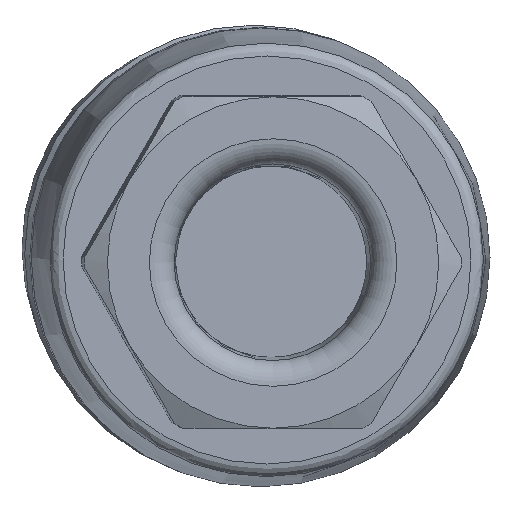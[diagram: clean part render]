
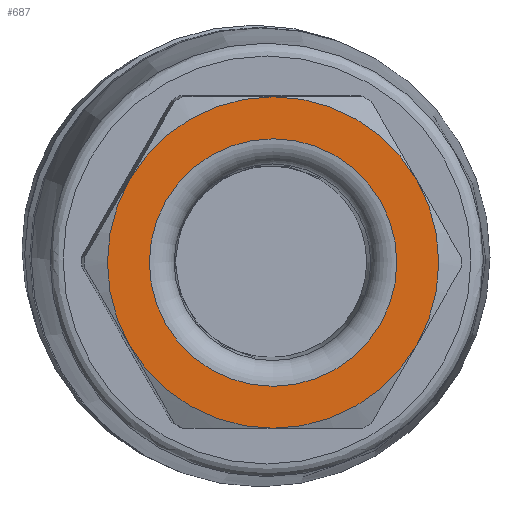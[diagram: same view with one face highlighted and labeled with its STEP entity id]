
A CAD part, front view. The second image highlights one B-rep face of the part: STEP entity #687.
In plain terms, the highlighted planar face has unit normal (0.025, -1, -0.011).
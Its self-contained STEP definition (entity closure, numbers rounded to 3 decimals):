
#687=ADVANCED_FACE('',(#869,#870),#796,.F.);
#796=PLANE('',#2080);
#869=FACE_BOUND('',#992,.T.);
#870=FACE_BOUND('',#993,.T.);
#992=EDGE_LOOP('',(#1203));
#993=EDGE_LOOP('',(#1204,#1205,#1206,#1207,#1208,#1209));
#1203=ORIENTED_EDGE('',*,*,#1730,.T.);
#1204=ORIENTED_EDGE('',*,*,#1731,.F.);
#1205=ORIENTED_EDGE('',*,*,#1732,.F.);
#1206=ORIENTED_EDGE('',*,*,#1733,.F.);
#1207=ORIENTED_EDGE('',*,*,#1734,.F.);
#1208=ORIENTED_EDGE('',*,*,#1735,.F.);
#1209=ORIENTED_EDGE('',*,*,#1736,.F.);
#1576=VERTEX_POINT('',#2930);
#1577=VERTEX_POINT('',#2932);
#1578=VERTEX_POINT('',#2933);
#1579=VERTEX_POINT('',#2935);
#1580=VERTEX_POINT('',#2937);
#1581=VERTEX_POINT('',#2939);
#1582=VERTEX_POINT('',#2941);
#1730=EDGE_CURVE('',#1576,#1576,#1923,.T.);
#1731=EDGE_CURVE('',#1577,#1578,#1924,.T.);
#1732=EDGE_CURVE('',#1579,#1577,#1925,.T.);
#1733=EDGE_CURVE('',#1580,#1579,#1926,.T.);
#1734=EDGE_CURVE('',#1581,#1580,#1927,.T.);
#1735=EDGE_CURVE('',#1582,#1581,#1928,.T.);
#1736=EDGE_CURVE('',#1578,#1582,#1929,.T.);
#1923=CIRCLE('',#2073,4.854);
#1924=CIRCLE('',#2074,6.5);
#1925=CIRCLE('',#2075,6.5);
#1926=CIRCLE('',#2076,6.5);
#1927=CIRCLE('',#2077,6.5);
#1928=CIRCLE('',#2078,6.5);
#1929=CIRCLE('',#2079,6.5);
#2073=AXIS2_PLACEMENT_3D('',#2929,#2363,#2364);
#2074=AXIS2_PLACEMENT_3D('',#2931,#2365,#2366);
#2075=AXIS2_PLACEMENT_3D('',#2934,#2367,#2368);
#2076=AXIS2_PLACEMENT_3D('',#2936,#2369,#2370);
#2077=AXIS2_PLACEMENT_3D('',#2938,#2371,#2372);
#2078=AXIS2_PLACEMENT_3D('',#2940,#2373,#2374);
#2079=AXIS2_PLACEMENT_3D('',#2942,#2375,#2376);
#2080=AXIS2_PLACEMENT_3D('',#2943,#2377,#2378);
#2363=DIRECTION('',(-0.025,1.,0.01));
#2364=DIRECTION('',(1.,0.025,0.));
#2365=DIRECTION('',(-0.025,1.,0.01));
#2366=DIRECTION('',(0.,-0.01,1.));
#2367=DIRECTION('',(-0.025,1.,0.01));
#2368=DIRECTION('',(0.,-0.01,1.));
#2369=DIRECTION('',(-0.025,1.,0.01));
#2370=DIRECTION('',(0.,-0.01,1.));
#2371=DIRECTION('',(-0.025,1.,0.01));
#2372=DIRECTION('',(0.,-0.01,1.));
#2373=DIRECTION('',(-0.025,1.,0.01));
#2374=DIRECTION('',(0.,-0.01,1.));
#2375=DIRECTION('',(-0.025,1.,0.01));
#2376=DIRECTION('',(0.,-0.01,1.));
#2377=DIRECTION('',(-0.025,1.,0.01));
#2378=DIRECTION('',(1.,0.025,0.));
#2929=CARTESIAN_POINT('',(24.109,-73.413,-0.875));
#2930=CARTESIAN_POINT('',(28.961,-73.29,-0.875));
#2931=CARTESIAN_POINT('',(24.109,-73.413,-0.875));
#2932=CARTESIAN_POINT('',(29.736,-73.305,2.376));
#2933=CARTESIAN_POINT('',(29.735,-73.237,-4.125));
#2934=CARTESIAN_POINT('',(24.109,-73.413,-0.875));
#2935=CARTESIAN_POINT('',(24.109,-73.481,5.624));
#2936=CARTESIAN_POINT('',(24.109,-73.413,-0.875));
#2937=CARTESIAN_POINT('',(18.482,-73.589,2.374));
#2938=CARTESIAN_POINT('',(24.109,-73.413,-0.875));
#2939=CARTESIAN_POINT('',(18.481,-73.521,-4.126));
#2940=CARTESIAN_POINT('',(24.109,-73.413,-0.875));
#2941=CARTESIAN_POINT('',(24.107,-73.345,-7.375));
#2942=CARTESIAN_POINT('',(24.109,-73.413,-0.875));
#2943=CARTESIAN_POINT('',(12.855,-73.766,5.622));
